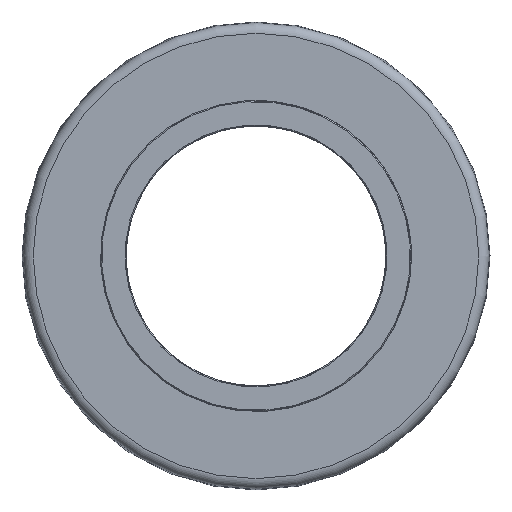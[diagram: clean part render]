
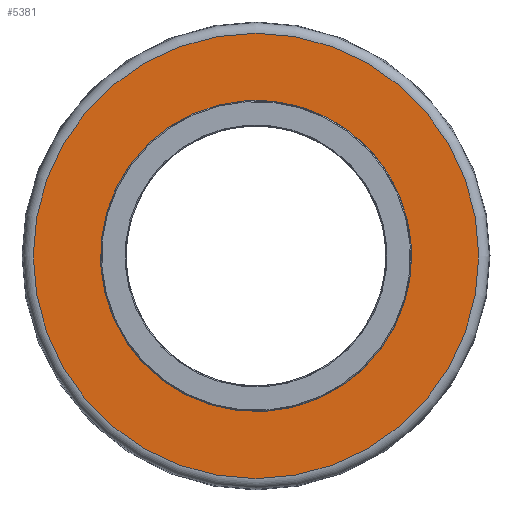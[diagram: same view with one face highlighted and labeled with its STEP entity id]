
A CAD part, left-side view. The second image highlights one B-rep face of the part: STEP entity #5381.
In plain terms, the highlighted planar face has unit normal (-1, 0, 0).
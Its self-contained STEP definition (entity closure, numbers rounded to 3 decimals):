
#157=PLANE('',#6318);
#184=FACE_BOUND('',#664,.T.);
#420=FACE_OUTER_BOUND('',#663,.T.);
#663=EDGE_LOOP('',(#4671,#4672));
#664=EDGE_LOOP('',(#4673,#4674));
#1343=CIRCLE('',#6241,29.9);
#1344=CIRCLE('',#6242,29.9);
#1383=CIRCLE('',#6312,42.83);
#1384=CIRCLE('',#6313,42.83);
#2178=VERTEX_POINT('',#9761);
#2179=VERTEX_POINT('',#9763);
#2218=VERTEX_POINT('',#9949);
#2219=VERTEX_POINT('',#9951);
#3007=EDGE_CURVE('',#2178,#2179,#1343,.T.);
#3008=EDGE_CURVE('',#2179,#2178,#1344,.T.);
#3073=EDGE_CURVE('',#2218,#2219,#1383,.T.);
#3074=EDGE_CURVE('',#2219,#2218,#1384,.T.);
#4671=ORIENTED_EDGE('',*,*,#3074,.F.);
#4672=ORIENTED_EDGE('',*,*,#3073,.F.);
#4673=ORIENTED_EDGE('',*,*,#3008,.F.);
#4674=ORIENTED_EDGE('',*,*,#3007,.F.);
#5381=ADVANCED_FACE('',(#420,#184),#157,.T.);
#6241=AXIS2_PLACEMENT_3D('',#9764,#8127,#8128);
#6242=AXIS2_PLACEMENT_3D('',#9765,#8129,#8130);
#6312=AXIS2_PLACEMENT_3D('',#9952,#8292,#8293);
#6313=AXIS2_PLACEMENT_3D('',#9953,#8294,#8295);
#6318=AXIS2_PLACEMENT_3D('',#9987,#8304,#8305);
#8127=DIRECTION('center_axis',(-1.,0.,0.));
#8128=DIRECTION('ref_axis',(0.,0.,
-1.));
#8129=DIRECTION('center_axis',(-1.,0.,0.));
#8130=DIRECTION('ref_axis',(0.,0.,
-1.));
#8292=DIRECTION('center_axis',(1.,0.,0.));
#8293=DIRECTION('ref_axis',(0.,-1.,0.));
#8294=DIRECTION('center_axis',(1.,0.,0.));
#8295=DIRECTION('ref_axis',(0.,-1.,0.));
#8304=DIRECTION('center_axis',(-1.,0.,0.));
#8305=DIRECTION('ref_axis',(0.,0.,1.));
#9761=CARTESIAN_POINT('',(-15.,2.118,29.825));
#9763=CARTESIAN_POINT('',(-15.,0.,29.9));
#9764=CARTESIAN_POINT('Origin',(-15.,0.,0.));
#9765=CARTESIAN_POINT('Origin',(-15.,0.,0.));
#9949=CARTESIAN_POINT('',(-15.,0.,42.83));
#9951=CARTESIAN_POINT('',(-15.,42.83,0.));
#9952=CARTESIAN_POINT('Origin',(-15.,0.,0.));
#9953=CARTESIAN_POINT('Origin',(-15.,0.,0.));
#9987=CARTESIAN_POINT('Origin',(-15.,44.775,0.));
